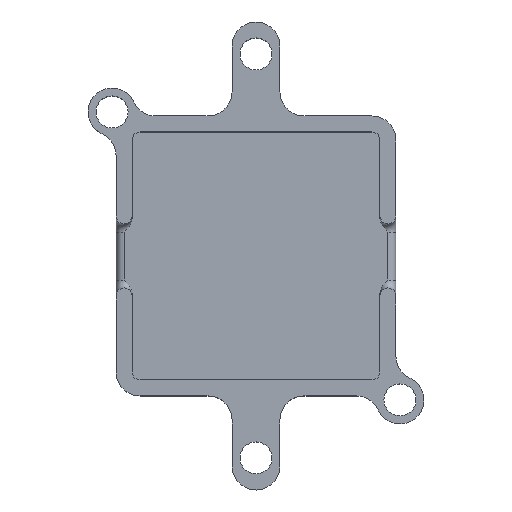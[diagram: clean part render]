
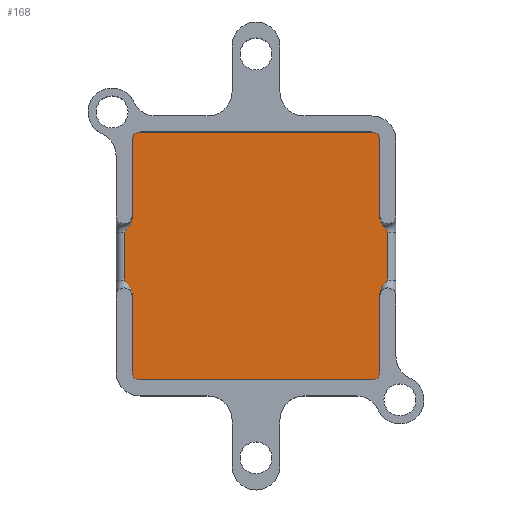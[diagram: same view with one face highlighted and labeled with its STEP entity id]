
A CAD part, top view. The second image highlights one B-rep face of the part: STEP entity #168.
In plain terms, the highlighted planar face has unit normal (0, 0, 1).
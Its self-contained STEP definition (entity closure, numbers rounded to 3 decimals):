
#66=B_SPLINE_CURVE_WITH_KNOTS('',3,(#1685,#1686,#1687,#1688,#1689,#1690,
#1691,#1692,#1693,#1694,#1695,#1696,#1697),.UNSPECIFIED.,.F.,.F.,(4,3,3,
3,4),(0.,0.248,0.588,0.997,1.),
 .UNSPECIFIED.);
#67=B_SPLINE_CURVE_WITH_KNOTS('',3,(#1701,#1702,#1703,#1704,#1705,#1706,
#1707,#1708,#1709,#1710,#1711,#1712,#1713),.UNSPECIFIED.,.F.,.F.,(4,3,3,
3,4),(0.,0.003,0.412,0.752,1.),
 .UNSPECIFIED.);
#68=B_SPLINE_CURVE_WITH_KNOTS('',3,(#1716,#1717,#1718,#1719,#1720,#1721,
#1722,#1723,#1724,#1725,#1726,#1727,#1728),.UNSPECIFIED.,.F.,.F.,(4,3,3,
3,4),(0.,0.248,0.588,0.997,1.),
 .UNSPECIFIED.);
#69=B_SPLINE_CURVE_WITH_KNOTS('',3,(#1732,#1733,#1734,#1735,#1736,#1737,
#1738,#1739,#1740,#1741,#1742,#1743,#1744),.UNSPECIFIED.,.F.,.F.,(4,3,3,
3,4),(0.,0.003,0.412,0.752,1.),
 .UNSPECIFIED.);
#141=CIRCLE('',#1096,1.);
#142=CIRCLE('',#1097,1.);
#143=CIRCLE('',#1098,1.);
#144=CIRCLE('',#1099,1.);
#168=ADVANCED_FACE('',(#237),#220,.T.);
#220=PLANE('',#1100);
#237=FACE_OUTER_BOUND('',#293,.T.);
#293=EDGE_LOOP('',(#470,#471,#472,#473,#474,#475,#476,#477,#478,#479,#480,
#481,#482,#483,#484,#485));
#470=ORIENTED_EDGE('',*,*,#784,.T.);
#471=ORIENTED_EDGE('',*,*,#842,.T.);
#472=ORIENTED_EDGE('',*,*,#843,.T.);
#473=ORIENTED_EDGE('',*,*,#844,.T.);
#474=ORIENTED_EDGE('',*,*,#786,.T.);
#475=ORIENTED_EDGE('',*,*,#845,.T.);
#476=ORIENTED_EDGE('',*,*,#839,.T.);
#477=ORIENTED_EDGE('',*,*,#846,.T.);
#478=ORIENTED_EDGE('',*,*,#779,.T.);
#479=ORIENTED_EDGE('',*,*,#847,.T.);
#480=ORIENTED_EDGE('',*,*,#848,.T.);
#481=ORIENTED_EDGE('',*,*,#849,.T.);
#482=ORIENTED_EDGE('',*,*,#773,.T.);
#483=ORIENTED_EDGE('',*,*,#850,.T.);
#484=ORIENTED_EDGE('',*,*,#837,.T.);
#485=ORIENTED_EDGE('',*,*,#851,.T.);
#670=VERTEX_POINT('',#1555);
#671=VERTEX_POINT('',#1556);
#675=VERTEX_POINT('',#1566);
#676=VERTEX_POINT('',#1568);
#679=VERTEX_POINT('',#1576);
#680=VERTEX_POINT('',#1578);
#681=VERTEX_POINT('',#1582);
#682=VERTEX_POINT('',#1583);
#718=VERTEX_POINT('',#1674);
#719=VERTEX_POINT('',#1676);
#720=VERTEX_POINT('',#1680);
#721=VERTEX_POINT('',#1681);
#722=VERTEX_POINT('',#1698);
#723=VERTEX_POINT('',#1700);
#724=VERTEX_POINT('',#1729);
#725=VERTEX_POINT('',#1731);
#773=EDGE_CURVE('',#670,#671,#902,.T.);
#779=EDGE_CURVE('',#676,#675,#906,.T.);
#784=EDGE_CURVE('',#680,#679,#910,.T.);
#786=EDGE_CURVE('',#681,#682,#912,.T.);
#837=EDGE_CURVE('',#719,#718,#931,.T.);
#839=EDGE_CURVE('',#720,#721,#933,.T.);
#842=EDGE_CURVE('',#679,#722,#66,.T.);
#843=EDGE_CURVE('',#722,#723,#936,.T.);
#844=EDGE_CURVE('',#723,#681,#67,.T.);
#845=EDGE_CURVE('',#682,#720,#141,.T.);
#846=EDGE_CURVE('',#721,#676,#142,.T.);
#847=EDGE_CURVE('',#675,#724,#68,.T.);
#848=EDGE_CURVE('',#724,#725,#937,.T.);
#849=EDGE_CURVE('',#725,#670,#69,.T.);
#850=EDGE_CURVE('',#671,#719,#143,.T.);
#851=EDGE_CURVE('',#718,#680,#144,.T.);
#902=LINE('',#1554,#980);
#906=LINE('',#1567,#984);
#910=LINE('',#1577,#988);
#912=LINE('',#1581,#990);
#931=LINE('',#1675,#1009);
#933=LINE('',#1679,#1011);
#936=LINE('',#1699,#1014);
#937=LINE('',#1730,#1015);
#980=VECTOR('',#1221,1.);
#984=VECTOR('',#1231,1.);
#988=VECTOR('',#1239,1.);
#990=VECTOR('',#1243,1.);
#1009=VECTOR('',#1336,1.);
#1011=VECTOR('',#1340,1.);
#1014=VECTOR('',#1345,1.);
#1015=VECTOR('',#1350,1.);
#1096=AXIS2_PLACEMENT_3D('',#1714,#1346,#1347);
#1097=AXIS2_PLACEMENT_3D('',#1715,#1348,#1349);
#1098=AXIS2_PLACEMENT_3D('',#1745,#1351,#1352);
#1099=AXIS2_PLACEMENT_3D('',#1746,#1353,#1354);
#1100=AXIS2_PLACEMENT_3D('',#1747,#1355,#1356);
#1221=DIRECTION('',(0.,-1.,0.));
#1231=DIRECTION('',(0.,-1.,0.));
#1239=DIRECTION('',(0.,1.,0.));
#1243=DIRECTION('',(0.,1.,0.));
#1336=DIRECTION('',(1.,0.,0.));
#1340=DIRECTION('',(-1.,0.,0.));
#1345=DIRECTION('',(0.,1.,0.));
#1346=DIRECTION('',(0.,0.,1.));
#1347=DIRECTION('',(1.,0.,0.));
#1348=DIRECTION('',(0.,0.,1.));
#1349=DIRECTION('',(1.,0.,0.));
#1350=DIRECTION('',(0.,-1.,0.));
#1351=DIRECTION('',(0.,0.,1.));
#1352=DIRECTION('',(1.,0.,0.));
#1353=DIRECTION('',(0.,0.,1.));
#1354=DIRECTION('',(1.,0.,0.));
#1355=DIRECTION('',(0.,0.,1.));
#1356=DIRECTION('',(1.,0.,0.));
#1554=CARTESIAN_POINT('',(-15.5,17.5,2.));
#1555=CARTESIAN_POINT('',(-15.5,-4.732,2.));
#1556=CARTESIAN_POINT('',(-15.5,-14.5,2.));
#1566=CARTESIAN_POINT('',(-15.5,4.732,2.));
#1567=CARTESIAN_POINT('',(-15.5,17.5,2.));
#1568=CARTESIAN_POINT('',(-15.5,14.5,2.));
#1576=CARTESIAN_POINT('',(15.5,-4.732,2.));
#1577=CARTESIAN_POINT('',(15.5,-17.5,2.));
#1578=CARTESIAN_POINT('',(15.5,-14.5,2.));
#1581=CARTESIAN_POINT('',(15.5,-17.5,2.));
#1582=CARTESIAN_POINT('',(15.5,4.732,2.));
#1583=CARTESIAN_POINT('',(15.5,14.5,2.));
#1674=CARTESIAN_POINT('',(14.5,-15.5,2.));
#1675=CARTESIAN_POINT('',(-17.5,-15.5,2.));
#1676=CARTESIAN_POINT('',(-14.5,-15.5,2.));
#1679=CARTESIAN_POINT('',(17.5,15.5,2.));
#1680=CARTESIAN_POINT('',(14.5,15.5,2.));
#1681=CARTESIAN_POINT('',(-14.5,15.5,2.));
#1685=CARTESIAN_POINT('',(15.5,-4.732,2.));
#1686=CARTESIAN_POINT('',(15.5,-4.563,2.));
#1687=CARTESIAN_POINT('',(15.533,-4.392,2.));
#1688=CARTESIAN_POINT('',(15.589,-4.232,2.));
#1689=CARTESIAN_POINT('',(15.666,-4.014,2.));
#1690=CARTESIAN_POINT('',(15.788,-3.81,2.));
#1691=CARTESIAN_POINT('',(15.928,-3.625,2.));
#1692=CARTESIAN_POINT('',(16.098,-3.402,2.));
#1693=CARTESIAN_POINT('',(16.297,-3.203,2.));
#1694=CARTESIAN_POINT('',(16.496,-3.004,2.));
#1695=CARTESIAN_POINT('',(16.497,-3.003,2.));
#1696=CARTESIAN_POINT('',(16.499,-3.001,2.));
#1697=CARTESIAN_POINT('',(16.5,-3.,2.));
#1698=CARTESIAN_POINT('',(16.5,-3.,2.));
#1699=CARTESIAN_POINT('',(16.5,3.,2.));
#1700=CARTESIAN_POINT('',(16.5,3.,2.));
#1701=CARTESIAN_POINT('',(16.5,3.,2.));
#1702=CARTESIAN_POINT('',(16.499,3.001,2.));
#1703=CARTESIAN_POINT('',(16.497,3.003,2.));
#1704=CARTESIAN_POINT('',(16.496,3.004,2.));
#1705=CARTESIAN_POINT('',(16.297,3.203,2.));
#1706=CARTESIAN_POINT('',(16.098,3.402,2.));
#1707=CARTESIAN_POINT('',(15.928,3.625,2.));
#1708=CARTESIAN_POINT('',(15.788,3.81,2.));
#1709=CARTESIAN_POINT('',(15.666,4.014,2.));
#1710=CARTESIAN_POINT('',(15.589,4.232,2.));
#1711=CARTESIAN_POINT('',(15.533,4.392,2.));
#1712=CARTESIAN_POINT('',(15.5,4.563,2.));
#1713=CARTESIAN_POINT('',(15.5,4.732,2.));
#1714=CARTESIAN_POINT('',(14.5,14.5,2.));
#1715=CARTESIAN_POINT('',(-14.5,14.5,2.));
#1716=CARTESIAN_POINT('',(-15.5,4.732,2.));
#1717=CARTESIAN_POINT('',(-15.5,4.563,2.));
#1718=CARTESIAN_POINT('',(-15.533,4.392,2.));
#1719=CARTESIAN_POINT('',(-15.589,4.232,2.));
#1720=CARTESIAN_POINT('',(-15.666,4.014,2.));
#1721=CARTESIAN_POINT('',(-15.788,3.81,2.));
#1722=CARTESIAN_POINT('',(-15.928,3.625,2.));
#1723=CARTESIAN_POINT('',(-16.098,3.402,2.));
#1724=CARTESIAN_POINT('',(-16.297,3.203,2.));
#1725=CARTESIAN_POINT('',(-16.496,3.004,2.));
#1726=CARTESIAN_POINT('',(-16.497,3.003,2.));
#1727=CARTESIAN_POINT('',(-16.499,3.001,2.));
#1728=CARTESIAN_POINT('',(-16.5,3.,2.));
#1729=CARTESIAN_POINT('',(-16.5,3.,2.));
#1730=CARTESIAN_POINT('',(-16.5,-3.,2.));
#1731=CARTESIAN_POINT('',(-16.5,-3.,2.));
#1732=CARTESIAN_POINT('',(-16.5,-3.,2.));
#1733=CARTESIAN_POINT('',(-16.499,-3.001,2.));
#1734=CARTESIAN_POINT('',(-16.497,-3.003,2.));
#1735=CARTESIAN_POINT('',(-16.496,-3.004,2.));
#1736=CARTESIAN_POINT('',(-16.297,-3.203,2.));
#1737=CARTESIAN_POINT('',(-16.098,-3.402,2.));
#1738=CARTESIAN_POINT('',(-15.928,-3.625,2.));
#1739=CARTESIAN_POINT('',(-15.788,-3.81,2.));
#1740=CARTESIAN_POINT('',(-15.666,-4.014,2.));
#1741=CARTESIAN_POINT('',(-15.589,-4.232,2.));
#1742=CARTESIAN_POINT('',(-15.533,-4.392,2.));
#1743=CARTESIAN_POINT('',(-15.5,-4.563,2.));
#1744=CARTESIAN_POINT('',(-15.5,-4.732,2.));
#1745=CARTESIAN_POINT('',(-14.5,-14.5,2.));
#1746=CARTESIAN_POINT('',(14.5,-14.5,2.));
#1747=CARTESIAN_POINT('',(0.,0.,2.));
